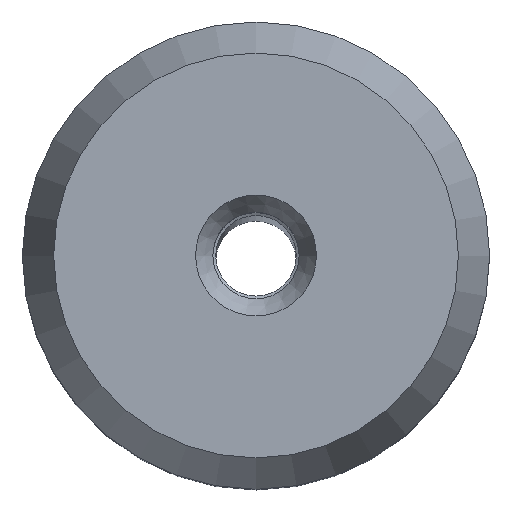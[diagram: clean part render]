
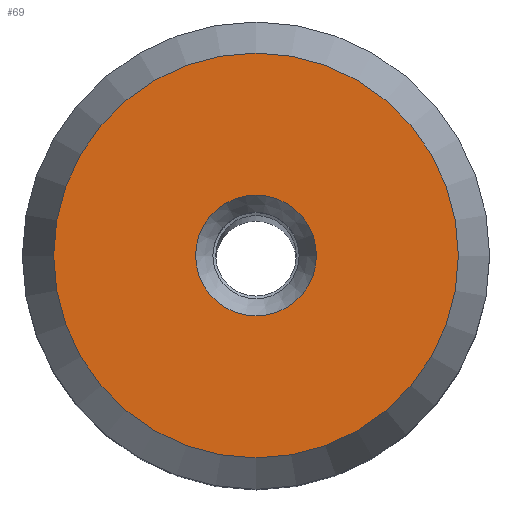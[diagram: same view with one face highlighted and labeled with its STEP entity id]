
A CAD part, top view. The second image highlights one B-rep face of the part: STEP entity #69.
In plain terms, the highlighted planar face has unit normal (0, 0, 1).
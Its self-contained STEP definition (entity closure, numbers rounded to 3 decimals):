
#57=PLANE('',#808);
#69=ADVANCED_FACE('',(#106,#107),#57,.F.);
#106=FACE_BOUND('',#142,.T.);
#107=FACE_BOUND('',#143,.T.);
#142=EDGE_LOOP('',(#186));
#143=EDGE_LOOP('',(#187));
#186=ORIENTED_EDGE('',*,*,#301,.F.);
#187=ORIENTED_EDGE('',*,*,#297,.T.);
#264=VERTEX_POINT('',#1085);
#268=VERTEX_POINT('',#1095);
#297=EDGE_CURVE('',#264,#264,#338,.T.);
#301=EDGE_CURVE('',#268,#268,#342,.T.);
#338=CIRCLE('',#801,3.52);
#342=CIRCLE('',#807,1.05);
#801=AXIS2_PLACEMENT_3D('',#1084,#908,#909);
#807=AXIS2_PLACEMENT_3D('',#1094,#920,#921);
#808=AXIS2_PLACEMENT_3D('',#1096,#922,#923);
#908=DIRECTION('',(0.,0.,1.));
#909=DIRECTION('',(-1.,0.,0.));
#920=DIRECTION('',(0.,0.,1.));
#921=DIRECTION('',(-1.,0.,0.));
#922=DIRECTION('',(0.,0.,-1.));
#923=DIRECTION('',(-1.,0.,0.));
#1084=CARTESIAN_POINT('',(0.,0.,62.));
#1085=CARTESIAN_POINT('',(-3.52,0.,62.));
#1094=CARTESIAN_POINT('',(0.,0.,62.));
#1095=CARTESIAN_POINT('',(-1.05,0.,62.));
#1096=CARTESIAN_POINT('',(0.,0.,62.));
